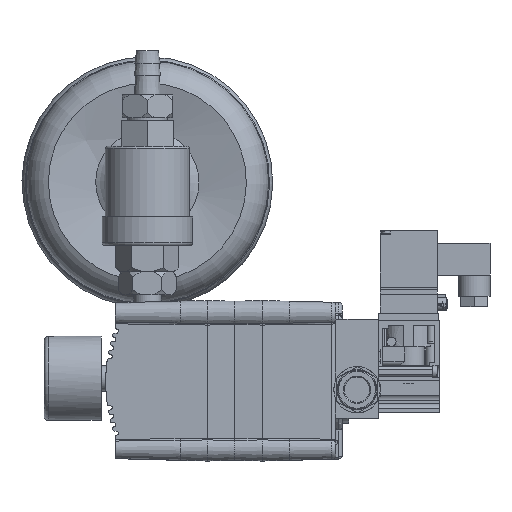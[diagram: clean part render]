
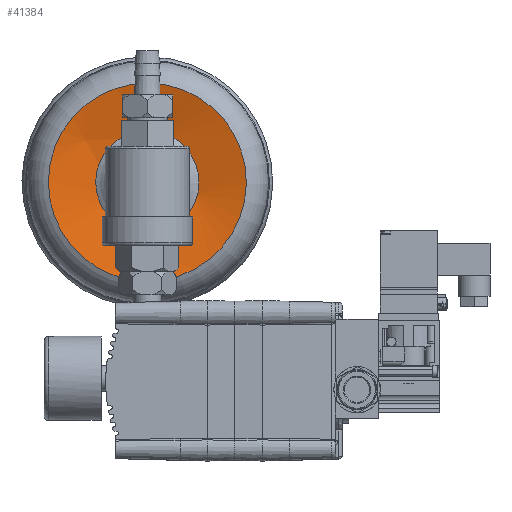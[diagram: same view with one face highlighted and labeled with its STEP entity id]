
A CAD part, left-side view. The second image highlights one B-rep face of the part: STEP entity #41384.
In plain terms, the highlighted spherical face has radius 137.607 mm.
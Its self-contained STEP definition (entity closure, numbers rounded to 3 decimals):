
#50=SPHERICAL_SURFACE('',#45750,137.607);
#5906=FACE_OUTER_BOUND('',#8615,.T.);
#8615=EDGE_LOOP('',(#38308,#38309));
#17251=CIRCLE('',#45747,46.972);
#17252=CIRCLE('',#45748,46.972);
#20740=VERTEX_POINT('',#93683);
#20741=VERTEX_POINT('',#93684);
#26616=EDGE_CURVE('',#20740,#20741,#17251,.T.);
#26617=EDGE_CURVE('',#20741,#20740,#17252,.T.);
#38308=ORIENTED_EDGE('',*,*,#26616,.T.);
#38309=ORIENTED_EDGE('',*,*,#26617,.T.);
#41384=ADVANCED_FACE('',(#5906),#50,.T.);
#45747=AXIS2_PLACEMENT_3D('',#93685,#57817,#57818);
#45748=AXIS2_PLACEMENT_3D('',#93686,#57819,#57820);
#45750=AXIS2_PLACEMENT_3D('',#93688,#57823,#57824);
#57817=DIRECTION('center_axis',(1.,0.,0.));
#57818=DIRECTION('ref_axis',(0.,0.485,0.874));
#57819=DIRECTION('center_axis',(1.,0.,0.));
#57820=DIRECTION('ref_axis',(0.,0.485,0.874));
#57823=DIRECTION('center_axis',(0.,-0.874,0.485));
#57824=DIRECTION('ref_axis',(1.,0.,0.));
#93683=CARTESIAN_POINT('',(-5.412,87.27,118.617));
#93684=CARTESIAN_POINT('',(-5.412,23.406,100.34));
#93685=CARTESIAN_POINT('Origin',(-5.412,64.477,77.546));
#93686=CARTESIAN_POINT('Origin',(-5.412,64.477,77.546));
#93688=CARTESIAN_POINT('Origin',(-134.754,64.477,77.546));
